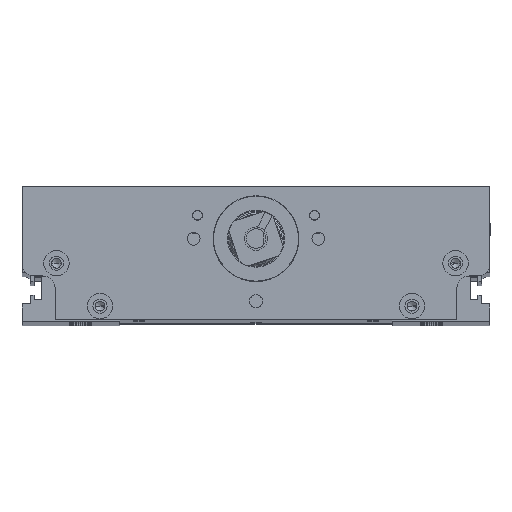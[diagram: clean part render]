
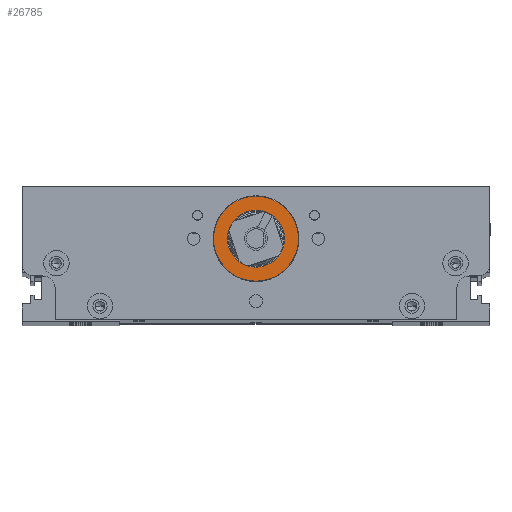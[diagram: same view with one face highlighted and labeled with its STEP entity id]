
A CAD part, top view. The second image highlights one B-rep face of the part: STEP entity #26785.
In plain terms, the highlighted planar face has unit normal (0, 0, 1).
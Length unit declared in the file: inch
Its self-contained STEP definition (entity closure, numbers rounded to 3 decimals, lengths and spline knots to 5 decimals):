
#734 = DIRECTION ( 'NONE',  ( 0., 0., 1. ) ) ;
#895 = CARTESIAN_POINT ( 'NONE',  ( 0., 0.59326, 12.56772 ) ) ;
#3120 = EDGE_CURVE ( 'NONE', #39274, #31797, #6880, .T. ) ;
#3479 = DIRECTION ( 'NONE',  ( 1., 0., 0. ) ) ;
#5658 = DIRECTION ( 'NONE',  ( 1., 0., 0. ) ) ;
#6880 = CIRCLE ( 'NONE', #21154, 0.2874 ) ;
#7390 = CARTESIAN_POINT ( 'NONE',  ( 0., 0.59326, 12.56772 ) ) ;
#7571 = CIRCLE ( 'NONE', #13861, 0.42907 ) ;
#8111 = EDGE_CURVE ( 'NONE', #17623, #38787, #7571, .T. ) ;
#9294 = EDGE_CURVE ( 'NONE', #38787, #17623, #42501, .T. ) ;
#9616 = DIRECTION ( 'NONE',  ( -1., 0., 0. ) ) ;
#11734 = EDGE_CURVE ( 'NONE', #31797, #39274, #16236, .T. ) ;
#12504 = PLANE ( 'NONE',  #49150 ) ;
#13818 = CARTESIAN_POINT ( 'NONE',  ( 0., 0.59326, 12.56772 ) ) ;
#13861 = AXIS2_PLACEMENT_3D ( 'NONE', #53719, #32721, #40813 ) ;
#16236 = CIRCLE ( 'NONE', #23339, 0.2874 ) ;
#17623 = VERTEX_POINT ( 'NONE', #36789 ) ;
#21154 = AXIS2_PLACEMENT_3D ( 'NONE', #895, #44727, #5658 ) ;
#23339 = AXIS2_PLACEMENT_3D ( 'NONE', #7390, #24411, #3479 ) ;
#23935 = FACE_OUTER_BOUND ( 'NONE', #24588, .T. ) ;
#24411 = DIRECTION ( 'NONE',  ( 0., 0., -1. ) ) ;
#24574 = ORIENTED_EDGE ( 'NONE', *, *, #11734, .T. ) ;
#24588 = EDGE_LOOP ( 'NONE', ( #40516, #52439 ) ) ;
#26156 = CARTESIAN_POINT ( 'NONE',  ( 0., 0.59326, 12.56772 ) ) ;
#26785 = ADVANCED_FACE ( 'NONE', ( #23935, #53874 ), #12504, .T. ) ;
#30642 = DIRECTION ( 'NONE',  ( 1., 0., 0. ) ) ;
#30848 = DIRECTION ( 'NONE',  ( 0., 0., -1. ) ) ;
#31797 = VERTEX_POINT ( 'NONE', #33876 ) ;
#32721 = DIRECTION ( 'NONE',  ( 0., 0., -1. ) ) ;
#33876 = CARTESIAN_POINT ( 'NONE',  ( 0.2874, 0.59326, 12.56772 ) ) ;
#36789 = CARTESIAN_POINT ( 'NONE',  ( -0.42907, 0.59326, 12.56772 ) ) ;
#37607 = ORIENTED_EDGE ( 'NONE', *, *, #3120, .T. ) ;
#38787 = VERTEX_POINT ( 'NONE', #45520 ) ;
#39274 = VERTEX_POINT ( 'NONE', #47075 ) ;
#40516 = ORIENTED_EDGE ( 'NONE', *, *, #8111, .F. ) ;
#40813 = DIRECTION ( 'NONE',  ( -1., 0., 0. ) ) ;
#42501 = CIRCLE ( 'NONE', #49638, 0.42907 ) ;
#44727 = DIRECTION ( 'NONE',  ( 0., 0., -1. ) ) ;
#45520 = CARTESIAN_POINT ( 'NONE',  ( 0.42907, 0.59326, 12.56772 ) ) ;
#47075 = CARTESIAN_POINT ( 'NONE',  ( -0.2874, 0.59326, 12.56772 ) ) ;
#49150 = AXIS2_PLACEMENT_3D ( 'NONE', #26156, #734, #30642 ) ;
#49638 = AXIS2_PLACEMENT_3D ( 'NONE', #13818, #30848, #9616 ) ;
#52439 = ORIENTED_EDGE ( 'NONE', *, *, #9294, .F. ) ;
#53719 = CARTESIAN_POINT ( 'NONE',  ( 0., 0.59326, 12.56772 ) ) ;
#53874 = FACE_BOUND ( 'NONE', #54474, .T. ) ;
#54474 = EDGE_LOOP ( 'NONE', ( #24574, #37607 ) ) ;
